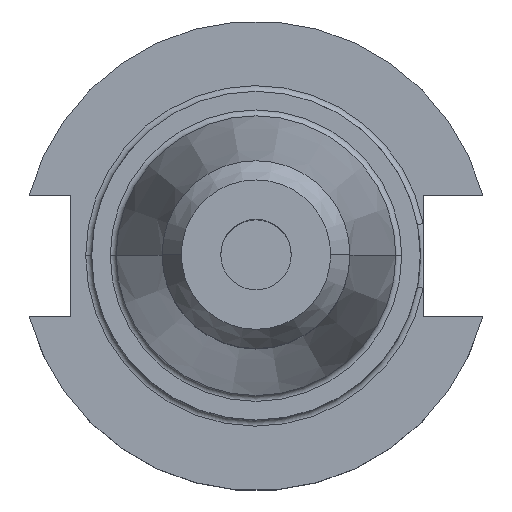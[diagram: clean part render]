
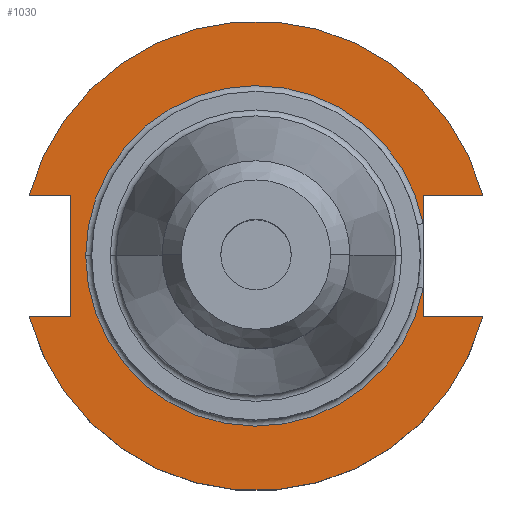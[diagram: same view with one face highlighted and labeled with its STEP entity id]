
A CAD part, top view. The second image highlights one B-rep face of the part: STEP entity #1030.
In plain terms, the highlighted planar face has unit normal (0, 0, 1).
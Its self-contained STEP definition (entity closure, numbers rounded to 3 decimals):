
#1 = VERTEX_POINT ( 'NONE', #1629 ) ;
#15 = VERTEX_POINT ( 'NONE', #1216 ) ;
#61 = EDGE_CURVE ( 'NONE', #1563, #1193, #507, .T. ) ;
#78 = CARTESIAN_POINT ( 'NONE',  ( 0., 0., 19.05 ) ) ;
#97 = EDGE_CURVE ( 'NONE', #1038, #602, #114, .T. ) ;
#114 = LINE ( 'NONE', #146, #1541 ) ;
#115 = VERTEX_POINT ( 'NONE', #156 ) ;
#128 = EDGE_CURVE ( 'NONE', #1193, #1741, #1503, .T. ) ;
#146 = CARTESIAN_POINT ( 'NONE',  ( -61.091, 8.191, 19.05 ) ) ;
#147 = DIRECTION ( 'NONE',  ( 1., 0., 0. ) ) ;
#156 = CARTESIAN_POINT ( 'NONE',  ( 22.606, -4.373, 19.05 ) ) ;
#157 = FACE_OUTER_BOUND ( 'NONE', #1659, .T. ) ;
#250 = EDGE_CURVE ( 'NONE', #1047, #1, #1384, .T. ) ;
#284 = CIRCLE ( 'NONE', #1324, 23.025 ) ;
#285 = AXIS2_PLACEMENT_3D ( 'NONE', #596, #1584, #461 ) ;
#289 = ORIENTED_EDGE ( 'NONE', *, *, #61, .T. ) ;
#303 = VECTOR ( 'NONE', #880, 1000. ) ;
#354 = EDGE_CURVE ( 'NONE', #1047, #115, #1217, .T. ) ;
#400 = CARTESIAN_POINT ( 'NONE',  ( 22.606, 8.191, 19.05 ) ) ;
#430 = ORIENTED_EDGE ( 'NONE', *, *, #683, .T. ) ;
#461 = DIRECTION ( 'NONE',  ( -1., 0., 0. ) ) ;
#507 = CIRCLE ( 'NONE', #845, 23.025 ) ;
#544 = ORIENTED_EDGE ( 'NONE', *, *, #1442, .F. ) ;
#596 = CARTESIAN_POINT ( 'NONE',  ( 0., 22.225, 19.05 ) ) ;
#602 = VERTEX_POINT ( 'NONE', #699 ) ;
#622 = VECTOR ( 'NONE', #1386, 1000. ) ;
#625 = EDGE_CURVE ( 'NONE', #736, #1741, #1146, .T. ) ;
#635 = CARTESIAN_POINT ( 'NONE',  ( -25.091, -8.191, 19.05 ) ) ;
#671 = DIRECTION ( 'NONE',  ( 0., 1., 0. ) ) ;
#683 = EDGE_CURVE ( 'NONE', #602, #1203, #1057, .T. ) ;
#685 = LINE ( 'NONE', #1107, #1074 ) ;
#688 = AXIS2_PLACEMENT_3D ( 'NONE', #1239, #1230, #1622 ) ;
#694 = ORIENTED_EDGE ( 'NONE', *, *, #1390, .T. ) ;
#698 = CARTESIAN_POINT ( 'NONE',  ( 22.606, 22.225, 19.05 ) ) ;
#699 = CARTESIAN_POINT ( 'NONE',  ( -25.091, 8.191, 19.05 ) ) ;
#724 = ORIENTED_EDGE ( 'NONE', *, *, #250, .F. ) ;
#733 = ORIENTED_EDGE ( 'NONE', *, *, #1421, .T. ) ;
#736 = VERTEX_POINT ( 'NONE', #1195 ) ;
#758 = CARTESIAN_POINT ( 'NONE',  ( -30.675, 8.191, 19.05 ) ) ;
#761 = CARTESIAN_POINT ( 'NONE',  ( 0., 8.191, 19.05 ) ) ;
#768 = ORIENTED_EDGE ( 'NONE', *, *, #128, .T. ) ;
#845 = AXIS2_PLACEMENT_3D ( 'NONE', #1679, #1666, #1735 ) ;
#846 = DIRECTION ( 'NONE',  ( 0., 0., 1. ) ) ;
#880 = DIRECTION ( 'NONE',  ( -1., 0., 0. ) ) ;
#999 = ORIENTED_EDGE ( 'NONE', *, *, #97, .T. ) ;
#1030 = ADVANCED_FACE ( 'NONE', ( #157 ), #1048, .F. ) ;
#1038 = VERTEX_POINT ( 'NONE', #758 ) ;
#1045 = AXIS2_PLACEMENT_3D ( 'NONE', #78, #846, #147 ) ;
#1046 = CARTESIAN_POINT ( 'NONE',  ( 22.606, 4.373, 19.05 ) ) ;
#1047 = VERTEX_POINT ( 'NONE', #1278 ) ;
#1048 = PLANE ( 'NONE',  #285 ) ;
#1057 = LINE ( 'NONE', #1313, #1709 ) ;
#1074 = VECTOR ( 'NONE', #1129, 1000. ) ;
#1101 = EDGE_CURVE ( 'NONE', #15, #1, #1144, .T. ) ;
#1107 = CARTESIAN_POINT ( 'NONE',  ( -61.091, -8.191, 19.05 ) ) ;
#1129 = DIRECTION ( 'NONE',  ( 1., 0., 0. ) ) ;
#1144 = CIRCLE ( 'NONE', #688, 31.75 ) ;
#1146 = LINE ( 'NONE', #761, #303 ) ;
#1148 = VECTOR ( 'NONE', #671, 1000. ) ;
#1193 = VERTEX_POINT ( 'NONE', #1046 ) ;
#1195 = CARTESIAN_POINT ( 'NONE',  ( 30.675, 8.191, 19.05 ) ) ;
#1203 = VERTEX_POINT ( 'NONE', #635 ) ;
#1216 = CARTESIAN_POINT ( 'NONE',  ( -30.675, -8.191, 19.05 ) ) ;
#1217 = LINE ( 'NONE', #1367, #1481 ) ;
#1230 = DIRECTION ( 'NONE',  ( 0., 0., 1. ) ) ;
#1239 = CARTESIAN_POINT ( 'NONE',  ( 0., 0., 19.05 ) ) ;
#1278 = CARTESIAN_POINT ( 'NONE',  ( 22.606, -8.191, 19.05 ) ) ;
#1287 = ORIENTED_EDGE ( 'NONE', *, *, #625, .F. ) ;
#1290 = CARTESIAN_POINT ( 'NONE',  ( 0., -8.191, 19.05 ) ) ;
#1308 = DIRECTION ( 'NONE',  ( -1., 0., 0. ) ) ;
#1313 = CARTESIAN_POINT ( 'NONE',  ( -25.091, 8.191, 19.05 ) ) ;
#1324 = AXIS2_PLACEMENT_3D ( 'NONE', #1411, #1513, #1308 ) ;
#1349 = DIRECTION ( 'NONE',  ( 0., -1., 0. ) ) ;
#1367 = CARTESIAN_POINT ( 'NONE',  ( 22.606, 22.225, 19.05 ) ) ;
#1384 = LINE ( 'NONE', #1290, #622 ) ;
#1386 = DIRECTION ( 'NONE',  ( 1., 0., 0. ) ) ;
#1390 = EDGE_CURVE ( 'NONE', #736, #1038, #1477, .T. ) ;
#1396 = CARTESIAN_POINT ( 'NONE',  ( -23.025, 0., 19.05 ) ) ;
#1411 = CARTESIAN_POINT ( 'NONE',  ( 0., 0., 19.05 ) ) ;
#1421 = EDGE_CURVE ( 'NONE', #115, #1563, #284, .T. ) ;
#1442 = EDGE_CURVE ( 'NONE', #15, #1203, #685, .T. ) ;
#1477 = CIRCLE ( 'NONE', #1045, 31.75 ) ;
#1481 = VECTOR ( 'NONE', #1488, 1000. ) ;
#1488 = DIRECTION ( 'NONE',  ( 0., 1., 0. ) ) ;
#1503 = LINE ( 'NONE', #698, #1148 ) ;
#1513 = DIRECTION ( 'NONE',  ( 0., 0., -1. ) ) ;
#1524 = ORIENTED_EDGE ( 'NONE', *, *, #354, .T. ) ;
#1541 = VECTOR ( 'NONE', #1792, 1000. ) ;
#1563 = VERTEX_POINT ( 'NONE', #1396 ) ;
#1584 = DIRECTION ( 'NONE',  ( 0., 0., -1. ) ) ;
#1622 = DIRECTION ( 'NONE',  ( 1., 0., 0. ) ) ;
#1629 = CARTESIAN_POINT ( 'NONE',  ( 30.675, -8.191, 19.05 ) ) ;
#1659 = EDGE_LOOP ( 'NONE', ( #1524, #733, #289, #768, #1287, #694, #999, #430, #544, #1722, #724 ) ) ;
#1666 = DIRECTION ( 'NONE',  ( 0., 0., -1. ) ) ;
#1679 = CARTESIAN_POINT ( 'NONE',  ( 0., 0., 19.05 ) ) ;
#1709 = VECTOR ( 'NONE', #1349, 1000. ) ;
#1722 = ORIENTED_EDGE ( 'NONE', *, *, #1101, .T. ) ;
#1735 = DIRECTION ( 'NONE',  ( -1., 0., 0. ) ) ;
#1741 = VERTEX_POINT ( 'NONE', #400 ) ;
#1792 = DIRECTION ( 'NONE',  ( 1., 0., 0. ) ) ;
